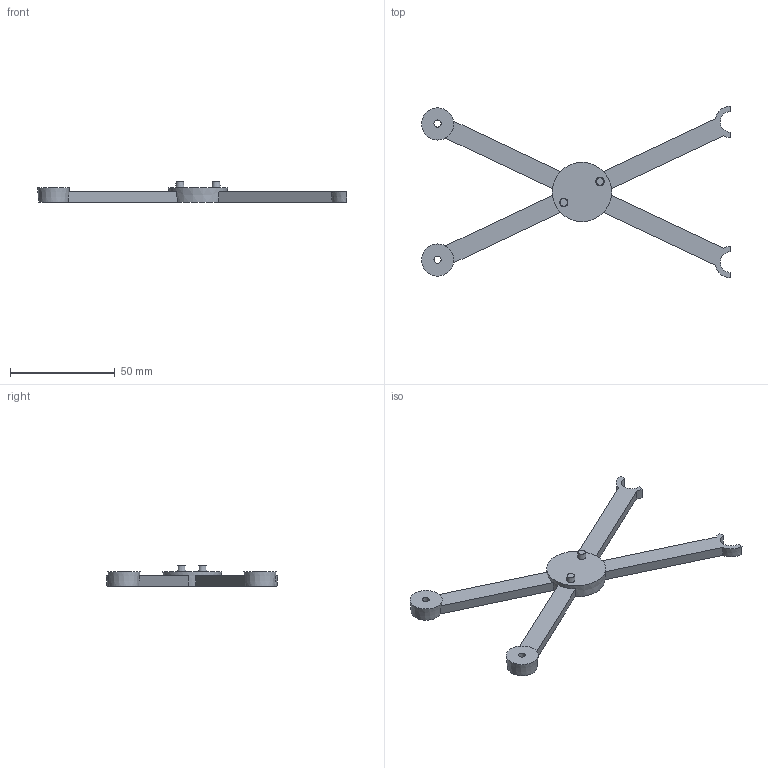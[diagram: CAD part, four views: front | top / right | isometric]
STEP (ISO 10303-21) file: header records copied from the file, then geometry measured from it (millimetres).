
FILE_DESCRIPTION(/* description */ ('','CAx-IF Rec.Pracs.---Representation and Presentation of Product Manufacturing Information (PMI)---4.0---2014-10-13'),/* implementation_level */ '2;1');
FILE_NAME(/* name */ 'keyboard-2-plate v24 - Support X.step',/* time_stamp */ '2025-01-20T08:25:24Z',/* author */ (''),/* organization */ (''),/* preprocessor_version */ 'ST-DEVELOPER v20',/* originating_system */ 'Autodesk Translation Framework v13.20.0.188',/* authorisation */ '');
FILE_SCHEMA (('AP242_MANAGED_MODEL_BASED_3D_ENGINEERING_MIM_LF { 1 0 10303 442 1 1 4 }'));
Length unit declared in the file: millimetre
Products named in the file (4): keyboard-2-plate; Base; Base-Feet; Supports
Assembly tree (3 placements, depth 4):
  keyboard-2-plate
    Base
      Base-Feet
        Supports
Bounding box: 147.58 x 81.99 x 9.75 mm (x, y, z)
Volume: 16804.2 mm3; surface area: 9840.8 mm2
Topology: 1 solids, 1 shells, 35 faces, 93 edges, 62 vertices
Faces by surface type: plane 22, cone 9, cylinder 4
Full cylindrical faces by diameter (mm): 3.4 x2
Entity records: 1179 total; most frequent: CARTESIAN_POINT 229, DIRECTION 199, ORIENTED_EDGE 186, EDGE_CURVE 93, AXIS2_PLACEMENT_3D 80, VERTEX_POINT 62, EDGE_LOOP 41, LINE 39
